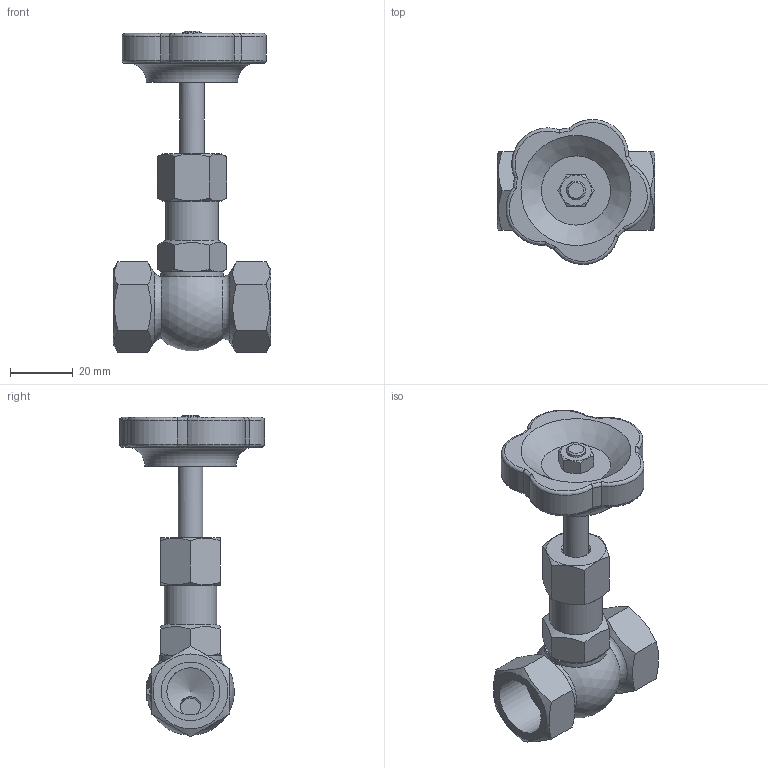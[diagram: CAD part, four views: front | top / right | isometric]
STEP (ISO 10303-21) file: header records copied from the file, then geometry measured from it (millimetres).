
FILE_DESCRIPTION( ( 'Unknown' ), '1' );
FILE_NAME( '10110041.stp', 'Unknown', ( 'Peter Nanko' ), ( 'Armaturen Arndt' ), 'PSStep 14.0', 'Solid Edge ST4', ' ' );
FILE_SCHEMA( ( 'AUTOMOTIVE_DESIGN { 1 0 10303 214 1 1 1 1 }' ) );
Length unit declared in the file: millimetre
Products named in the file (1): 1
Bounding box: 50 x 46.1 x 102.21 mm (x, y, z)
Volume: 45303.8 mm3; surface area: 15290.8 mm2
Topology: 1 solids, 1 shells, 144 faces, 334 edges, 204 vertices
Faces by surface type: plane 76, cylinder 23, torus 23, cone 21, sphere 1
Full cylindrical faces by diameter (mm): 6 x1, 6.5 x1, 7.9 x1, 8.5 x1, 10 x1, 15 x1, 16.662 x1, 18.631 x2, 20 x1, 21 x1
Entity records: 5736 total; most frequent: CARTESIAN_POINT 1597, DIRECTION 598, ORIENTED_EDGE 586, EDGE_CURVE 293, AXIS2_PLACEMENT_3D 254, VERTEX_POINT 193, EDGE_LOOP 185, FACE_OUTER_BOUND 158
